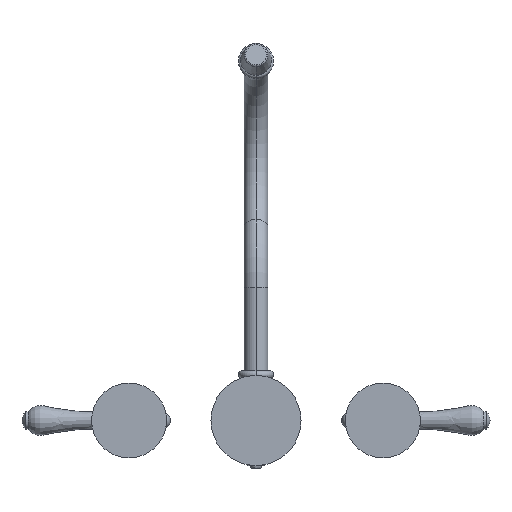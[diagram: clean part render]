
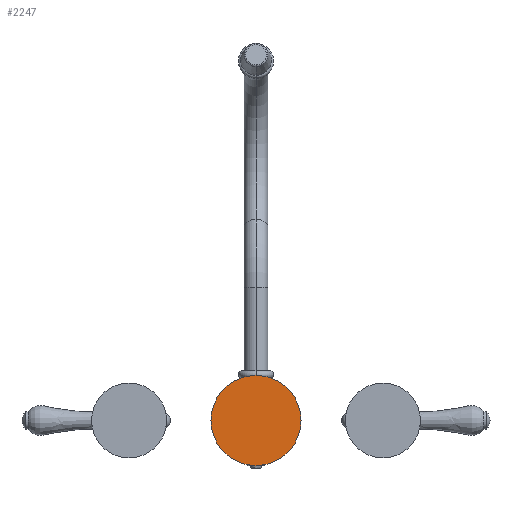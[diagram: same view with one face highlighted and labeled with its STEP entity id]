
A CAD part, front view. The second image highlights one B-rep face of the part: STEP entity #2247.
In plain terms, the highlighted planar face has unit normal (0, -1, 0).
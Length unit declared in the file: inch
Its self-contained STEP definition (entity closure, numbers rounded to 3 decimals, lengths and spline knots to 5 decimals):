
#643=CARTESIAN_POINT('',(0.,0.,0.));
#644=DIRECTION('',(0.,-1.,0.));
#645=DIRECTION('',(1.,0.,0.));
#646=AXIS2_PLACEMENT_3D('',#643,#644,#645);
#656=CARTESIAN_POINT('',(0.,0.,0.));
#657=DIRECTION('',(0.,1.,0.));
#658=DIRECTION('',(1.,0.,0.));
#659=AXIS2_PLACEMENT_3D('',#656,#657,#658);
#1020=CARTESIAN_POINT('',(1.42,0.,0.));
#1022=VERTEX_POINT('',#1020);
#1038=CARTESIAN_POINT('',(-1.42,0.,0.));
#1040=VERTEX_POINT('',#1038);
#2238=CARTESIAN_POINT('',(0.,0.,0.));
#2239=DIRECTION('',(0.,-1.,0.));
#2240=DIRECTION('',(-1.,0.,0.));
#2241=AXIS2_PLACEMENT_3D('',#2238,#2239,#2240);
#2242=PLANE('',#2241);
#2243=ORIENTED_EDGE('',*,*,#2217,.F.);
#2244=ORIENTED_EDGE('',*,*,#2233,.T.);
#2245=EDGE_LOOP('',(#2243,#2244));
#2246=FACE_OUTER_BOUND('',#2245,.F.);
#2247=ADVANCED_FACE('',(#2246),#2242,.T.);
#647=CIRCLE('',#646,1.42);
#660=CIRCLE('',#659,1.42);
#2217=EDGE_CURVE('',#1022,#1040,#647,.T.);
#2233=EDGE_CURVE('',#1022,#1040,#660,.T.);
